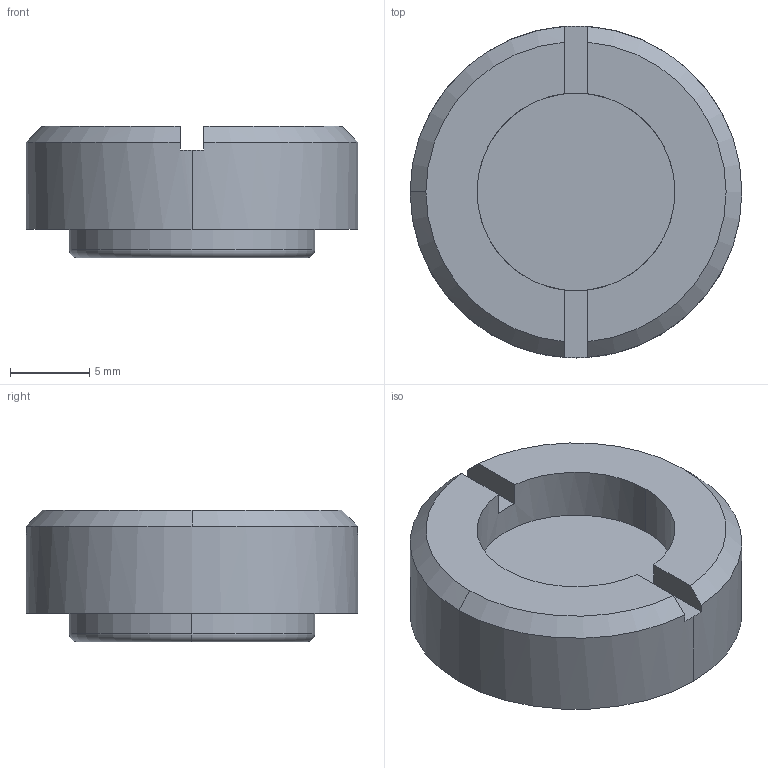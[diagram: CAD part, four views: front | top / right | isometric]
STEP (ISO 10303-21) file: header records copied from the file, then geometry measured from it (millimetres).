
FILE_DESCRIPTION (( 'STEP AP203' ), '1' );
FILE_NAME ('04010004-P.STEP', '2010-09-23T12:24:18', ( '' ), ( 'sopra-pneumatic' ), 'SwSTEP 2.0', 'SolidWorks 2009', '' );
FILE_SCHEMA (( 'CONFIG_CONTROL_DESIGN' ));
Length unit declared in the file: millimetre
Products named in the file (1): 04010004-P
Bounding box: 20.95 x 20.95 x 8.3 mm (x, y, z)
Volume: 1997.1 mm3; surface area: 1847.6 mm2
Topology: 2 solids, 2 shells, 31 faces, 73 edges, 48 vertices
Faces by surface type: plane 14, cylinder 12, cone 3, torus 2
Entity records: 994 total; most frequent: DIRECTION 173, CARTESIAN_POINT 165, ORIENTED_EDGE 146, EDGE_CURVE 73, AXIS2_PLACEMENT_3D 72, VERTEX_POINT 48, CIRCLE 40, EDGE_LOOP 35
